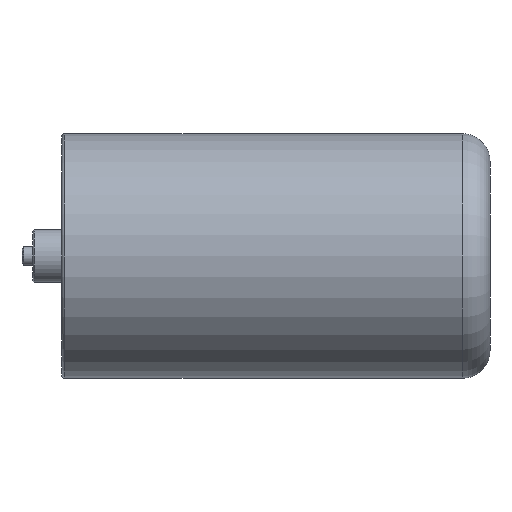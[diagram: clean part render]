
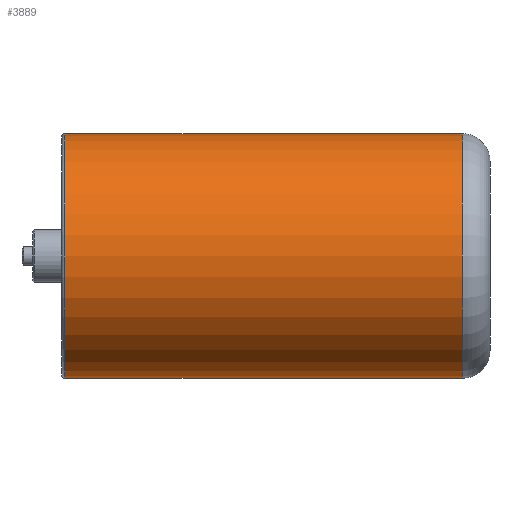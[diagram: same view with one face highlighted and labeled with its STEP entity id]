
A CAD part, left-side view. The second image highlights one B-rep face of the part: STEP entity #3889.
In plain terms, the highlighted cylindrical face has radius 40 mm (diameter 80 mm), a full revolution.
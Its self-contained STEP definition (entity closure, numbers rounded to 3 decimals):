
#362 = CARTESIAN_POINT ( 'NONE',  ( 0., -100.882, 40. ) ) ;
#845 = EDGE_LOOP ( 'NONE', ( #2088 ) ) ;
#893 = CIRCLE ( 'NONE', #3533, 40. ) ;
#980 = VERTEX_POINT ( 'NONE', #3802 ) ;
#1015 = AXIS2_PLACEMENT_3D ( 'NONE', #2347, #2631, #1666 ) ;
#1055 = EDGE_CURVE ( 'NONE', #980, #980, #1208, .T. ) ;
#1208 = CIRCLE ( 'NONE', #3327, 40. ) ;
#1234 = CYLINDRICAL_SURFACE ( 'NONE', #1015, 40. ) ;
#1573 = DIRECTION ( 'NONE',  ( 0., 0., 1. ) ) ;
#1666 = DIRECTION ( 'NONE',  ( 0., 0., 1. ) ) ;
#1924 = DIRECTION ( 'NONE',  ( 0., 0., -1. ) ) ;
#2088 = ORIENTED_EDGE ( 'NONE', *, *, #1055, .T. ) ;
#2157 = CARTESIAN_POINT ( 'NONE',  ( 0., -100.882, 0. ) ) ;
#2293 = EDGE_LOOP ( 'NONE', ( #2474 ) ) ;
#2347 = CARTESIAN_POINT ( 'NONE',  ( 0., 30.218, 0. ) ) ;
#2474 = ORIENTED_EDGE ( 'NONE', *, *, #4216, .T. ) ;
#2631 = DIRECTION ( 'NONE',  ( 0., 1., 0. ) ) ;
#2714 = FACE_OUTER_BOUND ( 'NONE', #2293, .T. ) ;
#3062 = CARTESIAN_POINT ( 'NONE',  ( 0., 29.218, 0. ) ) ;
#3315 = FACE_OUTER_BOUND ( 'NONE', #845, .T. ) ;
#3327 = AXIS2_PLACEMENT_3D ( 'NONE', #3062, #3424, #1924 ) ;
#3424 = DIRECTION ( 'NONE',  ( 0., -1., 0. ) ) ;
#3533 = AXIS2_PLACEMENT_3D ( 'NONE', #2157, #3970, #1573 ) ;
#3802 = CARTESIAN_POINT ( 'NONE',  ( 0., 29.218, -40. ) ) ;
#3889 = ADVANCED_FACE ( 'NONE', ( #3315, #2714 ), #1234, .T. ) ;
#3893 = VERTEX_POINT ( 'NONE', #362 ) ;
#3970 = DIRECTION ( 'NONE',  ( 0., 1., 0. ) ) ;
#4216 = EDGE_CURVE ( 'NONE', #3893, #3893, #893, .T. ) ;
